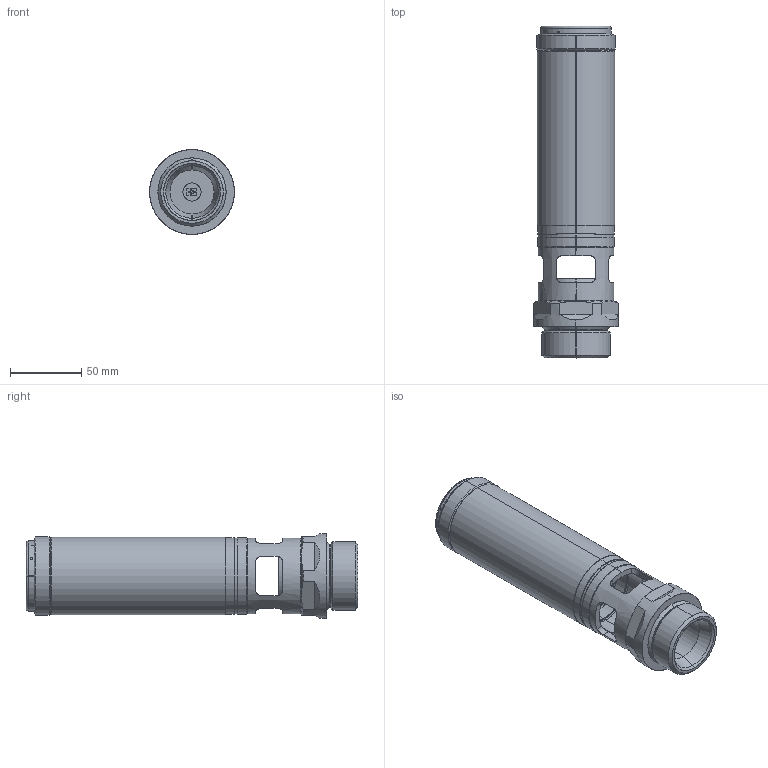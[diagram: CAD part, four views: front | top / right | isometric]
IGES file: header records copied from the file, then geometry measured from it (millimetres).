
Start section: SolidWorks IGES file using analytic representation for surfaces
Global section: file name: 812sGK-40-m-40.IGS; native system: SolidWorks 2018; preprocessor: SolidWorks 2018; author: Saibel; date: 200205.074702; units: millimetre
Bounding box: 59.5 x 232.8 x 59.5 mm (x, y, z)
Surface area: 89561.2 mm2 (no closed solid volume)
Topology: 0 solids, 0 shells, 262 faces, 5660 edges, 5648 vertices
Faces by surface type: revolution 154, bspline 108
